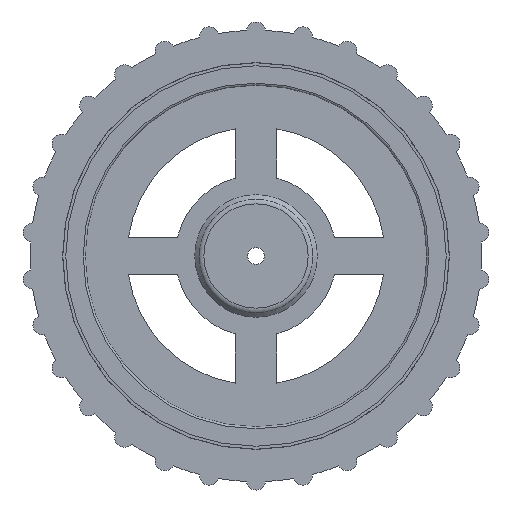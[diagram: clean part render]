
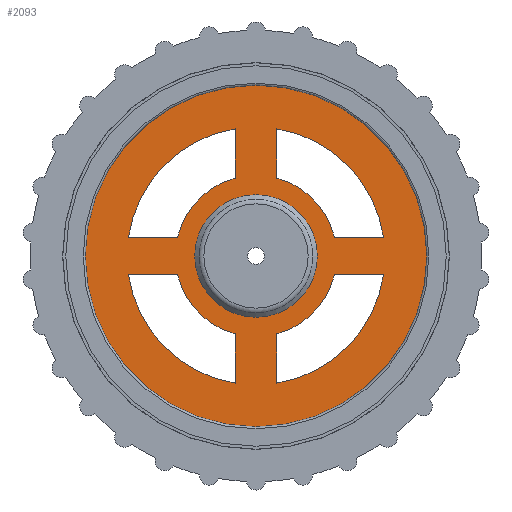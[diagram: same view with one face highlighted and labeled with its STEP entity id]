
A CAD part, front view. The second image highlights one B-rep face of the part: STEP entity #2093.
In plain terms, the highlighted planar face has unit normal (0, -1, 0).
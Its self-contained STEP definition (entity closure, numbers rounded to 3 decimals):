
#31=FACE_BOUND('',#246,.T.);
#32=FACE_BOUND('',#247,.T.);
#33=FACE_BOUND('',#248,.T.);
#34=FACE_BOUND('',#249,.T.);
#35=FACE_BOUND('',#250,.T.);
#67=PLANE('',#2280);
#118=FACE_OUTER_BOUND('',#245,.T.);
#245=EDGE_LOOP('',(#1511));
#246=EDGE_LOOP('',(#1512,#1513,#1514,#1515));
#247=EDGE_LOOP('',(#1516,#1517,#1518,#1519));
#248=EDGE_LOOP('',(#1520,#1521,#1522,#1523));
#249=EDGE_LOOP('',(#1524,#1525,#1526,#1527));
#250=EDGE_LOOP('',(#1528));
#341=LINE('',#3270,#469);
#345=LINE('',#3281,#473);
#349=LINE('',#3294,#477);
#353=LINE('',#3305,#481);
#355=LINE('',#3310,#483);
#360=LINE('',#3324,#488);
#363=LINE('',#3334,#491);
#368=LINE('',#3348,#496);
#469=VECTOR('',#2512,10.);
#473=VECTOR('',#2524,10.);
#477=VECTOR('',#2536,10.);
#481=VECTOR('',#2548,10.);
#483=VECTOR('',#2552,10.);
#488=VECTOR('',#2565,10.);
#491=VECTOR('',#2576,10.);
#496=VECTOR('',#2589,10.);
#595=CIRCLE('',#2187,12.5);
#597=CIRCLE('',#2191,20.);
#599=CIRCLE('',#2195,12.5);
#601=CIRCLE('',#2199,20.);
#603=CIRCLE('',#2204,20.);
#605=CIRCLE('',#2208,12.5);
#607=CIRCLE('',#2212,20.);
#609=CIRCLE('',#2216,12.5);
#628=CIRCLE('',#2250,9.5);
#638=CIRCLE('',#2268,26.5);
#788=VERTEX_POINT('',#3260);
#789=VERTEX_POINT('',#3261);
#792=VERTEX_POINT('',#3269);
#794=VERTEX_POINT('',#3275);
#796=VERTEX_POINT('',#3284);
#797=VERTEX_POINT('',#3285);
#800=VERTEX_POINT('',#3293);
#802=VERTEX_POINT('',#3299);
#804=VERTEX_POINT('',#3308);
#805=VERTEX_POINT('',#3309);
#808=VERTEX_POINT('',#3317);
#810=VERTEX_POINT('',#3323);
#812=VERTEX_POINT('',#3332);
#813=VERTEX_POINT('',#3333);
#816=VERTEX_POINT('',#3341);
#818=VERTEX_POINT('',#3347);
#848=VERTEX_POINT('',#3439);
#857=VERTEX_POINT('',#3470);
#1002=EDGE_CURVE('',#788,#789,#595,.T.);
#1006=EDGE_CURVE('',#789,#792,#341,.T.);
#1009=EDGE_CURVE('',#792,#794,#597,.T.);
#1012=EDGE_CURVE('',#794,#788,#345,.T.);
#1014=EDGE_CURVE('',#796,#797,#599,.T.);
#1018=EDGE_CURVE('',#797,#800,#349,.T.);
#1021=EDGE_CURVE('',#800,#802,#601,.T.);
#1024=EDGE_CURVE('',#802,#796,#353,.T.);
#1026=EDGE_CURVE('',#804,#805,#355,.T.);
#1030=EDGE_CURVE('',#805,#808,#603,.T.);
#1033=EDGE_CURVE('',#808,#810,#360,.T.);
#1036=EDGE_CURVE('',#810,#804,#605,.T.);
#1038=EDGE_CURVE('',#812,#813,#363,.T.);
#1042=EDGE_CURVE('',#813,#816,#607,.T.);
#1045=EDGE_CURVE('',#816,#818,#368,.T.);
#1048=EDGE_CURVE('',#818,#812,#609,.T.);
#1092=EDGE_CURVE('',#848,#848,#628,.T.);
#1106=EDGE_CURVE('',#857,#857,#638,.T.);
#1511=ORIENTED_EDGE('',*,*,#1106,.F.);
#1512=ORIENTED_EDGE('',*,*,#1009,.T.);
#1513=ORIENTED_EDGE('',*,*,#1012,.T.);
#1514=ORIENTED_EDGE('',*,*,#1002,.T.);
#1515=ORIENTED_EDGE('',*,*,#1006,.T.);
#1516=ORIENTED_EDGE('',*,*,#1021,.T.);
#1517=ORIENTED_EDGE('',*,*,#1024,.T.);
#1518=ORIENTED_EDGE('',*,*,#1014,.T.);
#1519=ORIENTED_EDGE('',*,*,#1018,.T.);
#1520=ORIENTED_EDGE('',*,*,#1033,.T.);
#1521=ORIENTED_EDGE('',*,*,#1036,.T.);
#1522=ORIENTED_EDGE('',*,*,#1026,.T.);
#1523=ORIENTED_EDGE('',*,*,#1030,.T.);
#1524=ORIENTED_EDGE('',*,*,#1045,.T.);
#1525=ORIENTED_EDGE('',*,*,#1048,.T.);
#1526=ORIENTED_EDGE('',*,*,#1038,.T.);
#1527=ORIENTED_EDGE('',*,*,#1042,.T.);
#1528=ORIENTED_EDGE('',*,*,#1092,.T.);
#2093=ADVANCED_FACE('',(#118,#31,#32,#33,#34,#35),#67,.T.);
#2187=AXIS2_PLACEMENT_3D('',#3262,#2504,#2505);
#2191=AXIS2_PLACEMENT_3D('',#3276,#2517,#2518);
#2195=AXIS2_PLACEMENT_3D('',#3286,#2528,#2529);
#2199=AXIS2_PLACEMENT_3D('',#3300,#2541,#2542);
#2204=AXIS2_PLACEMENT_3D('',#3318,#2558,#2559);
#2208=AXIS2_PLACEMENT_3D('',#3329,#2570,#2571);
#2212=AXIS2_PLACEMENT_3D('',#3342,#2582,#2583);
#2216=AXIS2_PLACEMENT_3D('',#3353,#2594,#2595);
#2250=AXIS2_PLACEMENT_3D('',#3441,#2687,#2688);
#2268=AXIS2_PLACEMENT_3D('',#3472,#2727,#2728);
#2280=AXIS2_PLACEMENT_3D('',#3491,#2752,#2753);
#2504=DIRECTION('center_axis',(0.,-1.,0.));
#2505=DIRECTION('ref_axis',(-1.,0.,0.));
#2512=DIRECTION('',(0.,0.,1.));
#2517=DIRECTION('center_axis',(0.,1.,0.));
#2518=DIRECTION('ref_axis',(-1.,0.,0.));
#2524=DIRECTION('',(-1.,0.,0.));
#2528=DIRECTION('center_axis',(0.,-1.,0.));
#2529=DIRECTION('ref_axis',(-1.,0.,0.));
#2536=DIRECTION('',(-1.,0.,0.));
#2541=DIRECTION('center_axis',(0.,1.,0.));
#2542=DIRECTION('ref_axis',(-1.,0.,0.));
#2548=DIRECTION('',(0.,0.,-1.));
#2552=DIRECTION('',(0.,0.,-1.));
#2558=DIRECTION('center_axis',(0.,1.,0.));
#2559=DIRECTION('ref_axis',(-1.,0.,0.));
#2565=DIRECTION('',(1.,0.,0.));
#2570=DIRECTION('center_axis',(0.,-1.,0.));
#2571=DIRECTION('ref_axis',(-1.,0.,0.));
#2576=DIRECTION('',(1.,0.,0.));
#2582=DIRECTION('center_axis',(0.,1.,0.));
#2583=DIRECTION('ref_axis',(-1.,0.,0.));
#2589=DIRECTION('',(0.,0.,1.));
#2594=DIRECTION('center_axis',(0.,-1.,0.));
#2595=DIRECTION('ref_axis',(-1.,0.,0.));
#2687=DIRECTION('center_axis',(0.,1.,0.));
#2688=DIRECTION('ref_axis',(1.,0.,0.));
#2727=DIRECTION('center_axis',(0.,1.,0.));
#2728=DIRECTION('ref_axis',(-1.,0.,0.));
#2752=DIRECTION('center_axis',(0.,-1.,0.));
#2753=DIRECTION('ref_axis',(-1.,0.,0.));
#3260=CARTESIAN_POINT('',(-37.843,2.5,-90.091));
#3261=CARTESIAN_POINT('',(-46.769,2.5,-80.925));
#3262=CARTESIAN_POINT('Origin',(-50.,2.5,-93.));
#3269=CARTESIAN_POINT('',(-46.769,2.5,-73.263));
#3270=CARTESIAN_POINT('',(-46.769,2.5,-83.131));
#3275=CARTESIAN_POINT('',(-30.213,2.5,-90.091));
#3276=CARTESIAN_POINT('Origin',(-50.,2.5,-93.));
#3281=CARTESIAN_POINT('',(-43.922,2.5,-90.091));
#3284=CARTESIAN_POINT('',(-53.231,2.5,-80.925));
#3285=CARTESIAN_POINT('',(-62.157,2.5,-90.091));
#3286=CARTESIAN_POINT('Origin',(-50.,2.5,-93.));
#3293=CARTESIAN_POINT('',(-69.787,2.5,-90.091));
#3294=CARTESIAN_POINT('',(-59.894,2.5,-90.091));
#3299=CARTESIAN_POINT('',(-53.231,2.5,-73.263));
#3300=CARTESIAN_POINT('Origin',(-50.,2.5,-93.));
#3305=CARTESIAN_POINT('',(-53.231,2.5,-86.962));
#3308=CARTESIAN_POINT('',(-53.231,2.5,-105.075));
#3309=CARTESIAN_POINT('',(-53.231,2.5,-112.737));
#3310=CARTESIAN_POINT('',(-53.231,2.5,-102.869));
#3317=CARTESIAN_POINT('',(-69.787,2.5,-95.909));
#3318=CARTESIAN_POINT('Origin',(-50.,2.5,-93.));
#3323=CARTESIAN_POINT('',(-62.157,2.5,-95.909));
#3324=CARTESIAN_POINT('',(-56.078,2.5,-95.909));
#3329=CARTESIAN_POINT('Origin',(-50.,2.5,-93.));
#3332=CARTESIAN_POINT('',(-37.843,2.5,-95.909));
#3333=CARTESIAN_POINT('',(-30.213,2.5,-95.909));
#3334=CARTESIAN_POINT('',(-40.106,2.5,-95.909));
#3341=CARTESIAN_POINT('',(-46.769,2.5,-112.737));
#3342=CARTESIAN_POINT('Origin',(-50.,2.5,-93.));
#3347=CARTESIAN_POINT('',(-46.769,2.5,-105.075));
#3348=CARTESIAN_POINT('',(-46.769,2.5,-99.038));
#3353=CARTESIAN_POINT('Origin',(-50.,2.5,-93.));
#3439=CARTESIAN_POINT('',(-59.5,2.5,-93.));
#3441=CARTESIAN_POINT('Origin',(-50.,2.5,-93.));
#3470=CARTESIAN_POINT('',(-23.5,2.5,-93.));
#3472=CARTESIAN_POINT('Origin',(-50.,2.5,-93.));
#3491=CARTESIAN_POINT('Origin',(-50.,2.5,-93.));
